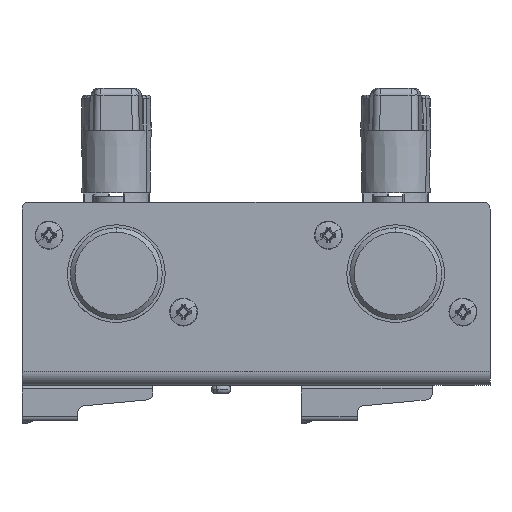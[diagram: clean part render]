
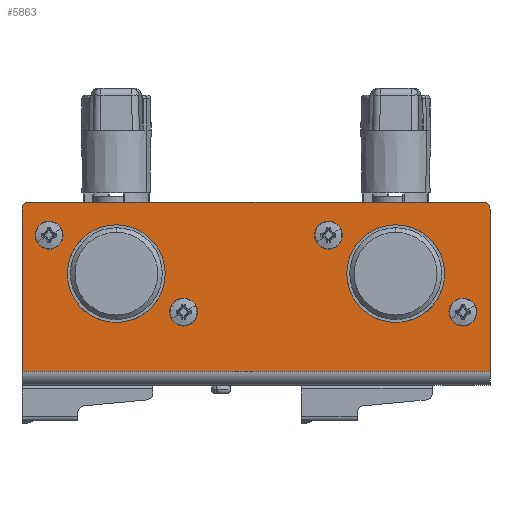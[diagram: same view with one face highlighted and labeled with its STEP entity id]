
A CAD part, front view. The second image highlights one B-rep face of the part: STEP entity #5863.
In plain terms, the highlighted planar face has unit normal (0, -1, 0).
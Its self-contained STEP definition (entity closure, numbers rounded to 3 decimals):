
#1306=CARTESIAN_POINT('Vertex',(-26.,-183.,32.)) ;
#1322=CARTESIAN_POINT('Vertex',(-54.,-183.,32.)) ;
#1325=CARTESIAN_POINT('Axis2P3D Location',(-40.,-183.,32.)) ;
#1342=CARTESIAN_POINT('Axis2P3D Location',(-40.,-183.,32.)) ;
#1363=CARTESIAN_POINT('Vertex',(54.,-183.,32.)) ;
#1379=CARTESIAN_POINT('Vertex',(26.,-183.,32.)) ;
#1382=CARTESIAN_POINT('Axis2P3D Location',(40.,-183.,32.)) ;
#1399=CARTESIAN_POINT('Axis2P3D Location',(40.,-183.,32.)) ;
#4084=CARTESIAN_POINT('Vertex',(67.,-183.,4.)) ;
#4087=CARTESIAN_POINT('Line Origine',(0.,-183.,4.)) ;
#4091=CARTESIAN_POINT('Vertex',(-67.,-183.,4.)) ;
#4732=CARTESIAN_POINT('Line Origine',(67.,-183.,27.25)) ;
#4736=CARTESIAN_POINT('Vertex',(67.,-183.,50.5)) ;
#4781=CARTESIAN_POINT('Axis2P3D Location',(65.,-183.,50.5)) ;
#4785=CARTESIAN_POINT('Vertex',(65.,-183.,52.5)) ;
#4818=CARTESIAN_POINT('Vertex',(-67.,-183.,50.5)) ;
#5092=CARTESIAN_POINT('Line Origine',(-67.,-183.,27.25)) ;
#5342=CARTESIAN_POINT('Vertex',(-65.,-183.,52.5)) ;
#5345=CARTESIAN_POINT('Line Origine',(0.,-183.,52.5)) ;
#5765=CARTESIAN_POINT('Axis2P3D Location',(0.,-183.,0.)) ;
#5770=CARTESIAN_POINT('Axis2P3D Location',(-65.,-183.,50.5)) ;
#5783=CARTESIAN_POINT('Axis2P3D Location',(-20.75,-183.,21.)) ;
#5787=CARTESIAN_POINT('Vertex',(-24.26,-183.,19.082)) ;
#5789=CARTESIAN_POINT('Vertex',(-17.24,-183.,22.918)) ;
#5792=CARTESIAN_POINT('Axis2P3D Location',(-20.75,-183.,21.)) ;
#5801=CARTESIAN_POINT('Axis2P3D Location',(-59.25,-183.,43.)) ;
#5805=CARTESIAN_POINT('Vertex',(-62.76,-183.,41.082)) ;
#5807=CARTESIAN_POINT('Vertex',(-55.74,-183.,44.918)) ;
#5810=CARTESIAN_POINT('Axis2P3D Location',(-59.25,-183.,43.)) ;
#5819=CARTESIAN_POINT('Axis2P3D Location',(59.25,-183.,21.)) ;
#5823=CARTESIAN_POINT('Vertex',(55.74,-183.,19.082)) ;
#5825=CARTESIAN_POINT('Vertex',(62.76,-183.,22.918)) ;
#5828=CARTESIAN_POINT('Axis2P3D Location',(59.25,-183.,21.)) ;
#5837=CARTESIAN_POINT('Axis2P3D Location',(20.75,-183.,43.)) ;
#5841=CARTESIAN_POINT('Vertex',(17.24,-183.,41.082)) ;
#5843=CARTESIAN_POINT('Vertex',(24.26,-183.,44.918)) ;
#5846=CARTESIAN_POINT('Axis2P3D Location',(20.75,-183.,43.)) ;
#4089=VECTOR('Line Direction',#4088,1.) ;
#4734=VECTOR('Line Direction',#4733,1.) ;
#5094=VECTOR('Line Direction',#5093,1.) ;
#5347=VECTOR('Line Direction',#5346,1.) ;
#1326=DIRECTION('Axis2P3D Direction',(0.,1.,-0.)) ;
#1343=DIRECTION('Axis2P3D Direction',(0.,1.,-0.)) ;
#1383=DIRECTION('Axis2P3D Direction',(0.,1.,-0.)) ;
#1400=DIRECTION('Axis2P3D Direction',(0.,1.,-0.)) ;
#4088=DIRECTION('Vector Direction',(1.,0.,0.)) ;
#4733=DIRECTION('Vector Direction',(0.,0.,1.)) ;
#4782=DIRECTION('Axis2P3D Direction',(0.,1.,0.)) ;
#5093=DIRECTION('Vector Direction',(0.,0.,1.)) ;
#5346=DIRECTION('Vector Direction',(1.,0.,0.)) ;
#5766=DIRECTION('Axis2P3D Direction',(0.,1.,0.)) ;
#5767=DIRECTION('Axis2P3D XDirection',(0.,0.,1.)) ;
#5771=DIRECTION('Axis2P3D Direction',(0.,1.,0.)) ;
#5784=DIRECTION('Axis2P3D Direction',(0.,1.,0.)) ;
#5793=DIRECTION('Axis2P3D Direction',(0.,1.,0.)) ;
#5802=DIRECTION('Axis2P3D Direction',(0.,1.,0.)) ;
#5811=DIRECTION('Axis2P3D Direction',(0.,1.,0.)) ;
#5820=DIRECTION('Axis2P3D Direction',(0.,1.,0.)) ;
#5829=DIRECTION('Axis2P3D Direction',(0.,1.,0.)) ;
#5838=DIRECTION('Axis2P3D Direction',(0.,1.,0.)) ;
#5847=DIRECTION('Axis2P3D Direction',(0.,1.,0.)) ;
#1327=AXIS2_PLACEMENT_3D('Circle Axis2P3D',#1325,#1326,$) ;
#1344=AXIS2_PLACEMENT_3D('Circle Axis2P3D',#1342,#1343,$) ;
#1384=AXIS2_PLACEMENT_3D('Circle Axis2P3D',#1382,#1383,$) ;
#1401=AXIS2_PLACEMENT_3D('Circle Axis2P3D',#1399,#1400,$) ;
#4783=AXIS2_PLACEMENT_3D('Circle Axis2P3D',#4781,#4782,$) ;
#5768=AXIS2_PLACEMENT_3D('Plane Axis2P3D',#5765,#5766,#5767) ;
#5772=AXIS2_PLACEMENT_3D('Circle Axis2P3D',#5770,#5771,$) ;
#5785=AXIS2_PLACEMENT_3D('Circle Axis2P3D',#5783,#5784,$) ;
#5794=AXIS2_PLACEMENT_3D('Circle Axis2P3D',#5792,#5793,$) ;
#5803=AXIS2_PLACEMENT_3D('Circle Axis2P3D',#5801,#5802,$) ;
#5812=AXIS2_PLACEMENT_3D('Circle Axis2P3D',#5810,#5811,$) ;
#5821=AXIS2_PLACEMENT_3D('Circle Axis2P3D',#5819,#5820,$) ;
#5830=AXIS2_PLACEMENT_3D('Circle Axis2P3D',#5828,#5829,$) ;
#5839=AXIS2_PLACEMENT_3D('Circle Axis2P3D',#5837,#5838,$) ;
#5848=AXIS2_PLACEMENT_3D('Circle Axis2P3D',#5846,#5847,$) ;
#4090=LINE('Line',#4087,#4089) ;
#4735=LINE('Line',#4732,#4734) ;
#5095=LINE('Line',#5092,#5094) ;
#5348=LINE('Line',#5345,#5347) ;
#1328=CIRCLE('generated circle',#1327,14.) ;
#1345=CIRCLE('generated circle',#1344,14.) ;
#1385=CIRCLE('generated circle',#1384,14.) ;
#1402=CIRCLE('generated circle',#1401,14.) ;
#4784=CIRCLE('generated circle',#4783,2.) ;
#5773=CIRCLE('generated circle',#5772,2.) ;
#5786=CIRCLE('generated circle',#5785,4.) ;
#5795=CIRCLE('generated circle',#5794,4.) ;
#5804=CIRCLE('generated circle',#5803,4.) ;
#5813=CIRCLE('generated circle',#5812,4.) ;
#5822=CIRCLE('generated circle',#5821,4.) ;
#5831=CIRCLE('generated circle',#5830,4.) ;
#5840=CIRCLE('generated circle',#5839,4.) ;
#5849=CIRCLE('generated circle',#5848,4.) ;
#5769=PLANE('',#5768) ;
#5800=FACE_BOUND('',#5797,.T.) ;
#5818=FACE_BOUND('',#5815,.T.) ;
#5836=FACE_BOUND('',#5833,.T.) ;
#5854=FACE_BOUND('',#5851,.T.) ;
#5858=FACE_BOUND('',#5855,.T.) ;
#5862=FACE_BOUND('',#5859,.T.) ;
#1329=EDGE_CURVE('',#1307,#1323,#1328,.T.) ;
#1346=EDGE_CURVE('',#1323,#1307,#1345,.T.) ;
#1386=EDGE_CURVE('',#1364,#1380,#1385,.T.) ;
#1403=EDGE_CURVE('',#1380,#1364,#1402,.T.) ;
#4093=EDGE_CURVE('',#4092,#4085,#4090,.T.) ;
#4738=EDGE_CURVE('',#4737,#4085,#4735,.F.) ;
#4787=EDGE_CURVE('',#4786,#4737,#4784,.T.) ;
#5096=EDGE_CURVE('',#4819,#4092,#5095,.F.) ;
#5349=EDGE_CURVE('',#5343,#4786,#5348,.T.) ;
#5774=EDGE_CURVE('',#4819,#5343,#5773,.T.) ;
#5791=EDGE_CURVE('',#5788,#5790,#5786,.F.) ;
#5796=EDGE_CURVE('',#5790,#5788,#5795,.F.) ;
#5809=EDGE_CURVE('',#5806,#5808,#5804,.F.) ;
#5814=EDGE_CURVE('',#5808,#5806,#5813,.F.) ;
#5827=EDGE_CURVE('',#5824,#5826,#5822,.F.) ;
#5832=EDGE_CURVE('',#5826,#5824,#5831,.F.) ;
#5845=EDGE_CURVE('',#5842,#5844,#5840,.F.) ;
#5850=EDGE_CURVE('',#5844,#5842,#5849,.F.) ;
#5776=ORIENTED_EDGE('',*,*,#5774,.F.) ;
#5777=ORIENTED_EDGE('',*,*,#5096,.T.) ;
#5778=ORIENTED_EDGE('',*,*,#4093,.T.) ;
#5779=ORIENTED_EDGE('',*,*,#4738,.F.) ;
#5780=ORIENTED_EDGE('',*,*,#4787,.F.) ;
#5781=ORIENTED_EDGE('',*,*,#5349,.F.) ;
#5798=ORIENTED_EDGE('',*,*,#5791,.F.) ;
#5799=ORIENTED_EDGE('',*,*,#5796,.F.) ;
#5816=ORIENTED_EDGE('',*,*,#5809,.F.) ;
#5817=ORIENTED_EDGE('',*,*,#5814,.F.) ;
#5834=ORIENTED_EDGE('',*,*,#5827,.F.) ;
#5835=ORIENTED_EDGE('',*,*,#5832,.F.) ;
#5852=ORIENTED_EDGE('',*,*,#5845,.F.) ;
#5853=ORIENTED_EDGE('',*,*,#5850,.F.) ;
#5856=ORIENTED_EDGE('',*,*,#1386,.T.) ;
#5857=ORIENTED_EDGE('',*,*,#1403,.T.) ;
#5860=ORIENTED_EDGE('',*,*,#1329,.T.) ;
#5861=ORIENTED_EDGE('',*,*,#1346,.T.) ;
#5775=EDGE_LOOP('',(#5776,#5777,#5778,#5779,#5780,#5781)) ;
#5797=EDGE_LOOP('',(#5798,#5799)) ;
#5815=EDGE_LOOP('',(#5816,#5817)) ;
#5833=EDGE_LOOP('',(#5834,#5835)) ;
#5851=EDGE_LOOP('',(#5852,#5853)) ;
#5855=EDGE_LOOP('',(#5856,#5857)) ;
#5859=EDGE_LOOP('',(#5860,#5861)) ;
#1307=VERTEX_POINT('',#1306) ;
#1323=VERTEX_POINT('',#1322) ;
#1364=VERTEX_POINT('',#1363) ;
#1380=VERTEX_POINT('',#1379) ;
#4085=VERTEX_POINT('',#4084) ;
#4092=VERTEX_POINT('',#4091) ;
#4737=VERTEX_POINT('',#4736) ;
#4786=VERTEX_POINT('',#4785) ;
#4819=VERTEX_POINT('',#4818) ;
#5343=VERTEX_POINT('',#5342) ;
#5788=VERTEX_POINT('',#5787) ;
#5790=VERTEX_POINT('',#5789) ;
#5806=VERTEX_POINT('',#5805) ;
#5808=VERTEX_POINT('',#5807) ;
#5824=VERTEX_POINT('',#5823) ;
#5826=VERTEX_POINT('',#5825) ;
#5842=VERTEX_POINT('',#5841) ;
#5844=VERTEX_POINT('',#5843) ;
#5863=ADVANCED_FACE('PartBody',(#5782,#5800,#5818,#5836,#5854,#5858,#5862),#5769,.F.) ;
#5782=FACE_OUTER_BOUND('',#5775,.T.) ;
